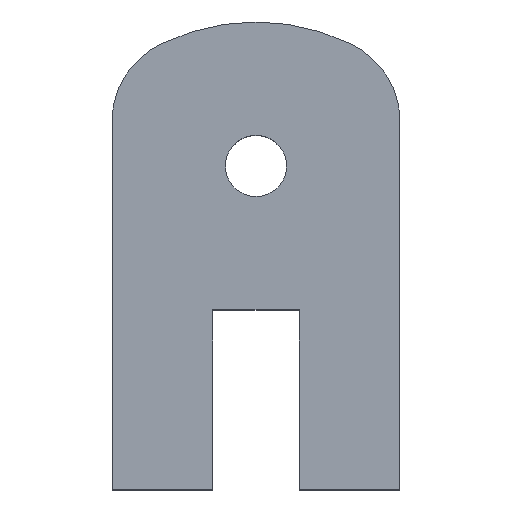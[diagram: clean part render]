
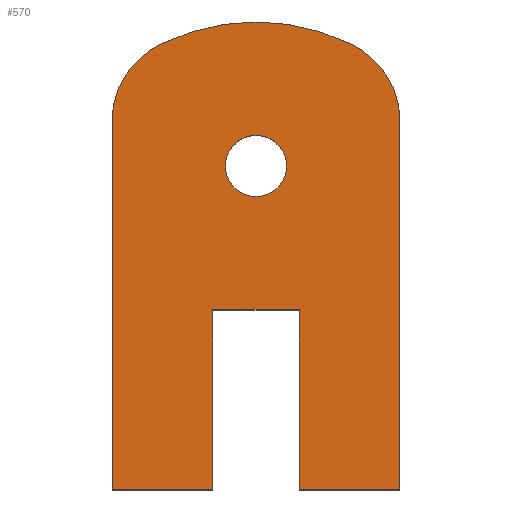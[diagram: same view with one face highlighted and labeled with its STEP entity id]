
A CAD part, top view. The second image highlights one B-rep face of the part: STEP entity #570.
In plain terms, the highlighted planar face has unit normal (0, 0, 1).
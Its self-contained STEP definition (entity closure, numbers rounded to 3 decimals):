
#7 = DIRECTION ( 'NONE',  ( -1., 0., 0. ) ) ;
#9 = VERTEX_POINT ( 'NONE', #51 ) ;
#11 = FACE_BOUND ( 'NONE', #496, .T. ) ;
#13 = VERTEX_POINT ( 'NONE', #477 ) ;
#15 = LINE ( 'NONE', #203, #432 ) ;
#16 = ORIENTED_EDGE ( 'NONE', *, *, #398, .T. ) ;
#21 = EDGE_CURVE ( 'NONE', #9, #581, #437, .T. ) ;
#47 = VERTEX_POINT ( 'NONE', #532 ) ;
#50 = CARTESIAN_POINT ( 'NONE',  ( 40., 52., 20. ) ) ;
#51 = CARTESIAN_POINT ( 'NONE',  ( 26., 25., 20. ) ) ;
#52 = CIRCLE ( 'NONE', #193, 4.25 ) ;
#54 = AXIS2_PLACEMENT_3D ( 'NONE', #169, #445, #209 ) ;
#56 = AXIS2_PLACEMENT_3D ( 'NONE', #436, #421, #248 ) ;
#65 = VERTEX_POINT ( 'NONE', #293 ) ;
#66 = EDGE_CURVE ( 'NONE', #581, #65, #286, .T. ) ;
#68 = AXIS2_PLACEMENT_3D ( 'NONE', #134, #282, #7 ) ;
#75 = CARTESIAN_POINT ( 'NONE',  ( 11.967, 51.111, 20. ) ) ;
#76 = CARTESIAN_POINT ( 'NONE',  ( 14., 25., 20. ) ) ;
#81 = DIRECTION ( 'NONE',  ( 1., 0., 0. ) ) ;
#95 = LINE ( 'NONE', #327, #184 ) ;
#100 = ORIENTED_EDGE ( 'NONE', *, *, #21, .T. ) ;
#101 = CARTESIAN_POINT ( 'NONE',  ( 14., 0., 20. ) ) ;
#104 = VECTOR ( 'NONE', #173, 1000. ) ;
#124 = DIRECTION ( 'NONE',  ( 1., 0., 0. ) ) ;
#128 = EDGE_CURVE ( 'NONE', #319, #588, #325, .T. ) ;
#134 = CARTESIAN_POINT ( 'NONE',  ( 20., 35., 20. ) ) ;
#136 = EDGE_CURVE ( 'NONE', #588, #300, #15, .T. ) ;
#166 = DIRECTION ( 'NONE',  ( 0., 0., 1. ) ) ;
#169 = CARTESIAN_POINT ( 'NONE',  ( 11.967, 51.111, 20. ) ) ;
#173 = DIRECTION ( 'NONE',  ( 0., 1., 0. ) ) ;
#184 = VECTOR ( 'NONE', #290, 1000. ) ;
#187 = CARTESIAN_POINT ( 'NONE',  ( 26., 0., 20. ) ) ;
#193 = AXIS2_PLACEMENT_3D ( 'NONE', #415, #278, #465 ) ;
#203 = CARTESIAN_POINT ( 'NONE',  ( 0., 0., 20. ) ) ;
#204 = ORIENTED_EDGE ( 'NONE', *, *, #66, .T. ) ;
#209 = DIRECTION ( 'NONE',  ( 1., 0., 0. ) ) ;
#223 = LINE ( 'NONE', #271, #297 ) ;
#238 = LINE ( 'NONE', #101, #384 ) ;
#241 = VERTEX_POINT ( 'NONE', #76 ) ;
#248 = DIRECTION ( 'NONE',  ( -1., 0., 0. ) ) ;
#249 = ORIENTED_EDGE ( 'NONE', *, *, #490, .T. ) ;
#260 = VECTOR ( 'NONE', #574, 1000. ) ;
#271 = CARTESIAN_POINT ( 'NONE',  ( 0., 0., 20. ) ) ;
#274 = LINE ( 'NONE', #410, #104 ) ;
#276 = EDGE_CURVE ( 'NONE', #65, #517, #274, .T. ) ;
#278 = DIRECTION ( 'NONE',  ( 0., 0., 1. ) ) ;
#281 = EDGE_CURVE ( 'NONE', #300, #534, #223, .T. ) ;
#282 = DIRECTION ( 'NONE',  ( 0., 0., 1. ) ) ;
#286 = LINE ( 'NONE', #377, #260 ) ;
#290 = DIRECTION ( 'NONE',  ( 1., 0., 0. ) ) ;
#293 = CARTESIAN_POINT ( 'NONE',  ( 40., 0., 20. ) ) ;
#297 = VECTOR ( 'NONE', #124, 1000. ) ;
#300 = VERTEX_POINT ( 'NONE', #506 ) ;
#305 = PLANE ( 'NONE',  #451 ) ;
#309 = ORIENTED_EDGE ( 'NONE', *, *, #136, .T. ) ;
#310 = CIRCLE ( 'NONE', #68, 30. ) ;
#313 = EDGE_CURVE ( 'NONE', #13, #47, #52, .T. ) ;
#316 = FACE_OUTER_BOUND ( 'NONE', #448, .T. ) ;
#319 = VERTEX_POINT ( 'NONE', #416 ) ;
#323 = CIRCLE ( 'NONE', #566, 4.25 ) ;
#325 = CIRCLE ( 'NONE', #54, 12. ) ;
#327 = CARTESIAN_POINT ( 'NONE',  ( 14., 25., 20. ) ) ;
#328 = CARTESIAN_POINT ( 'NONE',  ( 20., 45., 20. ) ) ;
#334 = DIRECTION ( 'NONE',  ( 0., 1., 0. ) ) ;
#340 = CARTESIAN_POINT ( 'NONE',  ( 0., 52., 20. ) ) ;
#352 = ORIENTED_EDGE ( 'NONE', *, *, #420, .F. ) ;
#362 = VECTOR ( 'NONE', #383, 1000. ) ;
#367 = EDGE_CURVE ( 'NONE', #498, #319, #310, .T. ) ;
#370 = EDGE_CURVE ( 'NONE', #241, #9, #95, .T. ) ;
#377 = CARTESIAN_POINT ( 'NONE',  ( 26., 0., 20. ) ) ;
#383 = DIRECTION ( 'NONE',  ( 0., -1., 0. ) ) ;
#384 = VECTOR ( 'NONE', #334, 1000. ) ;
#398 = EDGE_CURVE ( 'NONE', #517, #498, #510, .T. ) ;
#408 = ORIENTED_EDGE ( 'NONE', *, *, #370, .T. ) ;
#410 = CARTESIAN_POINT ( 'NONE',  ( 40., 0., 20. ) ) ;
#415 = CARTESIAN_POINT ( 'NONE',  ( 20., 45., 20. ) ) ;
#416 = CARTESIAN_POINT ( 'NONE',  ( 6.923, 62., 20. ) ) ;
#420 = EDGE_CURVE ( 'NONE', #47, #13, #323, .T. ) ;
#421 = DIRECTION ( 'NONE',  ( 0., 0., 1. ) ) ;
#429 = ORIENTED_EDGE ( 'NONE', *, *, #367, .T. ) ;
#432 = VECTOR ( 'NONE', #440, 1000. ) ;
#435 = ORIENTED_EDGE ( 'NONE', *, *, #128, .T. ) ;
#436 = CARTESIAN_POINT ( 'NONE',  ( 28.033, 51.111, 20. ) ) ;
#437 = LINE ( 'NONE', #187, #362 ) ;
#440 = DIRECTION ( 'NONE',  ( 0., -1., 0. ) ) ;
#445 = DIRECTION ( 'NONE',  ( 0., 0., 1. ) ) ;
#448 = EDGE_LOOP ( 'NONE', ( #309, #471, #249, #408, #100, #204, #548, #16, #429, #435 ) ) ;
#451 = AXIS2_PLACEMENT_3D ( 'NONE', #75, #166, #81 ) ;
#465 = DIRECTION ( 'NONE',  ( 1., 0., 0. ) ) ;
#469 = DIRECTION ( 'NONE',  ( 1., 0., 0. ) ) ;
#471 = ORIENTED_EDGE ( 'NONE', *, *, #281, .T. ) ;
#476 = CARTESIAN_POINT ( 'NONE',  ( 33.077, 62., 20. ) ) ;
#477 = CARTESIAN_POINT ( 'NONE',  ( 24.25, 45., 20. ) ) ;
#487 = CARTESIAN_POINT ( 'NONE',  ( 14., 0., 20. ) ) ;
#490 = EDGE_CURVE ( 'NONE', #534, #241, #238, .T. ) ;
#496 = EDGE_LOOP ( 'NONE', ( #352, #503 ) ) ;
#498 = VERTEX_POINT ( 'NONE', #476 ) ;
#503 = ORIENTED_EDGE ( 'NONE', *, *, #313, .F. ) ;
#506 = CARTESIAN_POINT ( 'NONE',  ( 0., 0., 20. ) ) ;
#510 = CIRCLE ( 'NONE', #56, 12. ) ;
#517 = VERTEX_POINT ( 'NONE', #50 ) ;
#532 = CARTESIAN_POINT ( 'NONE',  ( 15.75, 45., 20. ) ) ;
#534 = VERTEX_POINT ( 'NONE', #487 ) ;
#548 = ORIENTED_EDGE ( 'NONE', *, *, #276, .T. ) ;
#566 = AXIS2_PLACEMENT_3D ( 'NONE', #328, #573, #469 ) ;
#570 = ADVANCED_FACE ( 'NONE', ( #316, #11 ), #305, .T. ) ;
#573 = DIRECTION ( 'NONE',  ( 0., 0., 1. ) ) ;
#574 = DIRECTION ( 'NONE',  ( 1., 0., 0. ) ) ;
#581 = VERTEX_POINT ( 'NONE', #585 ) ;
#585 = CARTESIAN_POINT ( 'NONE',  ( 26., 0., 20. ) ) ;
#588 = VERTEX_POINT ( 'NONE', #340 ) ;
